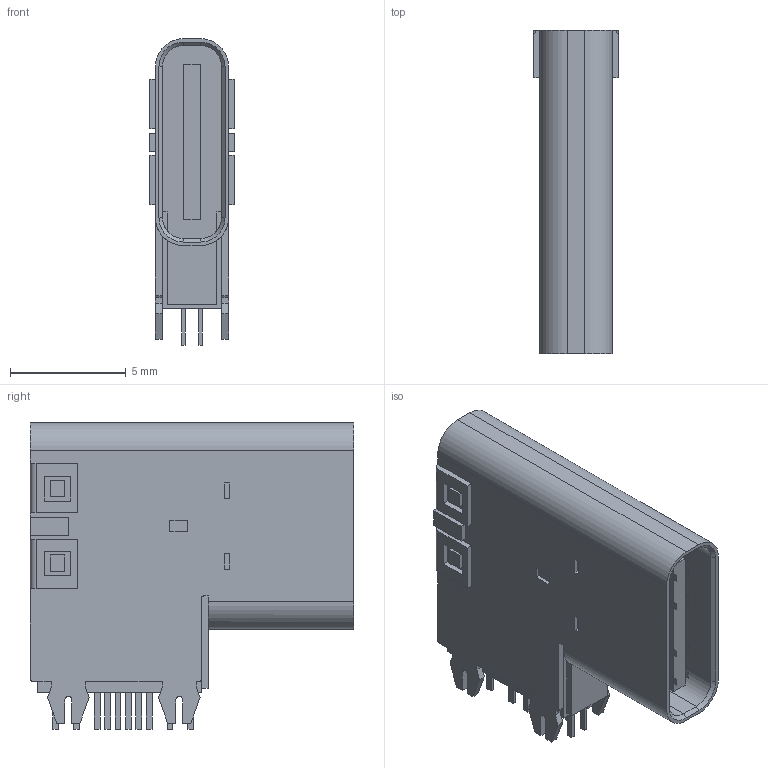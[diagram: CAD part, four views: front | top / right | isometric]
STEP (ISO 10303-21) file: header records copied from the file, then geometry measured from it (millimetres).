
FILE_DESCRIPTION (( 'STEP AP214' ), '1' );
FILE_NAME ('TYPE-C-TH_TYPE-C-14P-CC-2.6.STEP', '2023-05-26T05:56:05', ( 'PC' ), ( 'Microsoft' ), 'SwSTEP 2.0', 'SolidWorks 2020', '' );
FILE_SCHEMA (( 'AUTOMOTIVE_DESIGN' ));
Length unit declared in the file: millimetre
Products named in the file (1): TYPE-C-TH_TYPE-C-14P-CC-2.6
Bounding box: 3.66 x 14 x 13.27 mm (x, y, z)
Volume: 345.3 mm3; surface area: 1158.4 mm2
Topology: 17 solids, 17 shells, 651 faces, 1677 edges, 1108 vertices
Faces by surface type: plane 527, bspline 98, cylinder 22, cone 4
Entity records: 27273 total; most frequent: CARTESIAN_POINT 4743, ORIENTED_EDGE 3354, DIRECTION 2637, EDGE_CURVE 1677, LINE 1425, VECTOR 1425, VERTEX_POINT 1108, EDGE_LOOP 707
